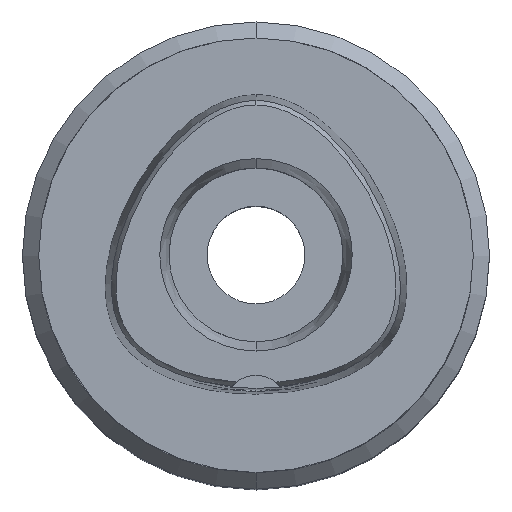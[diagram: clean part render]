
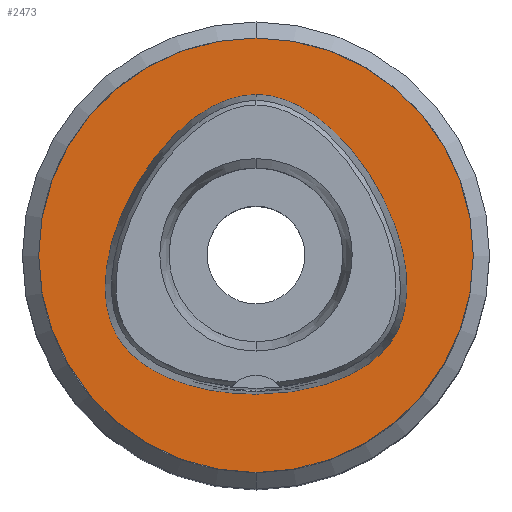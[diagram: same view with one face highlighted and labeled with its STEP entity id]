
A CAD part, top view. The second image highlights one B-rep face of the part: STEP entity #2473.
In plain terms, the highlighted planar face has unit normal (0, 0, 1).
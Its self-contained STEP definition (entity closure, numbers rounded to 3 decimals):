
#275=CARTESIAN_POINT('',(0.,0.,0.));
#276=DIRECTION('',(0.,0.,-1.));
#277=DIRECTION('',(0.,-1.,0.));
#278=AXIS2_PLACEMENT_3D('',#275,#276,#277);
#283=CARTESIAN_POINT('',(0.,0.,0.));
#284=DIRECTION('',(0.,0.,-1.));
#285=DIRECTION('',(0.,1.,0.));
#286=AXIS2_PLACEMENT_3D('',#283,#284,#285);
#291=CARTESIAN_POINT('',(0.,-25.575,0.));
#292=CARTESIAN_POINT('',(1.298,-25.575,0.));
#293=CARTESIAN_POINT('',(3.825,-25.473,
0.));
#294=CARTESIAN_POINT('',(7.439,-25.042,0.));
#295=CARTESIAN_POINT('',(10.77,-24.367,0.));
#296=CARTESIAN_POINT('',(13.736,-23.504,0.));
#297=CARTESIAN_POINT('',(16.313,-22.507,0.));
#298=CARTESIAN_POINT('',(18.525,-21.417,0.));
#299=CARTESIAN_POINT('',(20.409,-20.26,0.));
#300=CARTESIAN_POINT('',(21.992,-19.064,0.));
#301=CARTESIAN_POINT('',(23.327,-17.829,0.));
#302=CARTESIAN_POINT('',(24.439,-16.564,0.));
#303=CARTESIAN_POINT('',(25.375,-15.241,0.));
#304=CARTESIAN_POINT('',(26.146,-13.839,0.));
#305=CARTESIAN_POINT('',(26.769,-12.338,0.));
#306=CARTESIAN_POINT('',(27.261,-10.687,0.));
#307=CARTESIAN_POINT('',(27.609,-8.857,0.));
#308=CARTESIAN_POINT('',(27.794,-6.798,0.));
#309=CARTESIAN_POINT('',(27.781,-4.502,0.));
#310=CARTESIAN_POINT('',(27.531,-1.942,0.));
#311=CARTESIAN_POINT('',(27.001,0.888,0.));
#312=CARTESIAN_POINT('',(26.147,3.97,0.));
#313=CARTESIAN_POINT('',(24.938,7.258,0.));
#314=CARTESIAN_POINT('',(23.369,10.649,0.));
#315=CARTESIAN_POINT('',(21.485,13.998,0.));
#316=CARTESIAN_POINT('',(19.375,17.139,0.));
#317=CARTESIAN_POINT('',(17.149,19.938,0.));
#318=CARTESIAN_POINT('',(14.9,22.337,0.));
#319=CARTESIAN_POINT('',(12.695,24.322,0.));
#320=CARTESIAN_POINT('',(10.577,25.92,0.));
#321=CARTESIAN_POINT('',(8.564,27.169,0.));
#322=CARTESIAN_POINT('',(6.667,28.114,0.));
#323=CARTESIAN_POINT('',(4.868,28.8,0.));
#324=CARTESIAN_POINT('',(3.166,29.259,0.));
#325=CARTESIAN_POINT('',(1.547,29.52,
0.));
#326=CARTESIAN_POINT('',(0.508,29.575,
0.));
#327=CARTESIAN_POINT('',(0.,29.575,
0.));
#332=CARTESIAN_POINT('',(0.,29.575,
0.));
#333=CARTESIAN_POINT('',(-0.508,29.575,0.));
#334=CARTESIAN_POINT('',(-1.548,29.52,
0.));
#335=CARTESIAN_POINT('',(-3.168,29.259,0.));
#336=CARTESIAN_POINT('',(-4.87,28.799,0.));
#337=CARTESIAN_POINT('',(-6.67,28.112,0.));
#338=CARTESIAN_POINT('',(-8.57,27.166,0.));
#339=CARTESIAN_POINT('',(-10.584,25.915,0.));
#340=CARTESIAN_POINT('',(-12.704,24.315,0.));
#341=CARTESIAN_POINT('',(-14.909,22.327,0.));
#342=CARTESIAN_POINT('',(-17.16,19.926,0.));
#343=CARTESIAN_POINT('',(-19.385,17.125,0.));
#344=CARTESIAN_POINT('',(-21.495,13.982,0.));
#345=CARTESIAN_POINT('',(-23.377,10.634,0.));
#346=CARTESIAN_POINT('',(-24.944,7.243,0.));
#347=CARTESIAN_POINT('',(-26.15,3.96,0.));
#348=CARTESIAN_POINT('',(-27.002,0.882,0.));
#349=CARTESIAN_POINT('',(-27.532,-1.946,0.));
#350=CARTESIAN_POINT('',(-27.781,-4.501,0.));
#351=CARTESIAN_POINT('',(-27.794,-6.798,0.));
#352=CARTESIAN_POINT('',(-27.61,-8.849,0.));
#353=CARTESIAN_POINT('',(-27.26,-10.693,0.));
#354=CARTESIAN_POINT('',(-26.768,-12.344,0.));
#355=CARTESIAN_POINT('',(-26.139,-13.855,0.));
#356=CARTESIAN_POINT('',(-25.37,-15.247,0.));
#357=CARTESIAN_POINT('',(-24.448,-16.552,0.));
#358=CARTESIAN_POINT('',(-23.342,-17.813,0.));
#359=CARTESIAN_POINT('',(-22.021,-19.039,0.));
#360=CARTESIAN_POINT('',(-20.432,-20.244,0.));
#361=CARTESIAN_POINT('',(-18.552,-21.402,0.));
#362=CARTESIAN_POINT('',(-16.339,-22.496,0.));
#363=CARTESIAN_POINT('',(-13.76,-23.496,0.));
#364=CARTESIAN_POINT('',(-10.793,-24.362,0.));
#365=CARTESIAN_POINT('',(-7.454,-25.04,0.));
#366=CARTESIAN_POINT('',(-3.826,-25.473,
0.));
#367=CARTESIAN_POINT('',(-1.298,-25.575,0.));
#368=CARTESIAN_POINT('',(0.,-25.575,0.));
#1562=VERTEX_POINT('',#332);
#1563=VERTEX_POINT('',#368);
#1568=CARTESIAN_POINT('',(0.,-40.,0.));
#1569=CARTESIAN_POINT('',(0.,40.,0.));
#1570=VERTEX_POINT('',#1568);
#1571=VERTEX_POINT('',#1569);
#2457=CARTESIAN_POINT('',(0.,0.,0.));
#2458=DIRECTION('',(0.,0.,-1.));
#2459=DIRECTION('',(0.,-1.,0.));
#2460=AXIS2_PLACEMENT_3D('',#2457,#2458,#2459);
#2461=PLANE('',#2460);
#2463=ORIENTED_EDGE('',*,*,#2462,.T.);
#2465=ORIENTED_EDGE('',*,*,#2464,.T.);
#2466=EDGE_LOOP('',(#2463,#2465));
#2467=FACE_OUTER_BOUND('',#2466,.F.);
#2469=ORIENTED_EDGE('',*,*,#2468,.T.);
#2470=ORIENTED_EDGE('',*,*,#2440,.T.);
#2471=EDGE_LOOP('',(#2469,#2470));
#2472=FACE_BOUND('',#2471,.F.);
#279=CIRCLE('',#278,40.);
#287=CIRCLE('',#286,40.);
#328=B_SPLINE_CURVE_WITH_KNOTS('',3,(#291,#292,#293,#294,#295,#296,#297,#298,
#299,#300,#301,#302,#303,#304,#305,#306,#307,#308,#309,#310,#311,#312,#313,#314,
#315,#316,#317,#318,#319,#320,#321,#322,#323,#324,#325,#326,#327),.UNSPECIFIED.,
.F.,.F.,(4,1,1,1,1,1,1,1,1,1,1,1,1,1,1,1,1,1,1,1,1,1,1,1,1,1,1,1,1,1,1,1,1,1,4),
(0.,0.029,0.059,0.088,0.118,
0.147,0.176,0.206,0.235,
0.265,0.294,0.324,0.353,
0.382,0.412,0.441,0.471,0.5,
0.529,0.559,0.588,0.618,
0.647,0.676,0.706,0.735,
0.765,0.794,0.824,0.853,
0.882,0.912,0.941,0.971,1.),
.UNSPECIFIED.);
#369=B_SPLINE_CURVE_WITH_KNOTS('',3,(#332,#333,#334,#335,#336,#337,#338,#339,
#340,#341,#342,#343,#344,#345,#346,#347,#348,#349,#350,#351,#352,#353,#354,#355,
#356,#357,#358,#359,#360,#361,#362,#363,#364,#365,#366,#367,#368),.UNSPECIFIED.,
.F.,.F.,(4,1,1,1,1,1,1,1,1,1,1,1,1,1,1,1,1,1,1,1,1,1,1,1,1,1,1,1,1,1,1,1,1,1,4),
(0.,0.029,0.059,0.088,0.118,
0.147,0.176,0.206,0.235,
0.265,0.294,0.324,0.353,
0.382,0.412,0.441,0.471,0.5,
0.529,0.559,0.588,0.618,
0.647,0.676,0.706,0.735,
0.765,0.794,0.824,0.853,
0.882,0.912,0.941,0.971,1.),
.UNSPECIFIED.);
#2440=EDGE_CURVE('',#1562,#1563,#369,.T.);
#2462=EDGE_CURVE('',#1570,#1571,#279,.T.);
#2464=EDGE_CURVE('',#1571,#1570,#287,.T.);
#2468=EDGE_CURVE('',#1563,#1562,#328,.T.);
#2473=ADVANCED_FACE('',(#2467,#2472),#2461,.F.);
